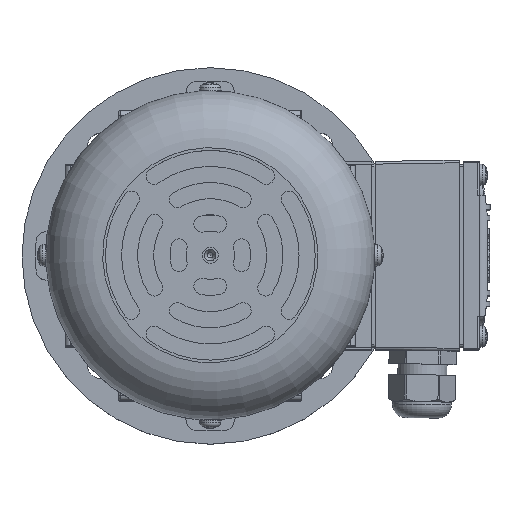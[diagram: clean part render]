
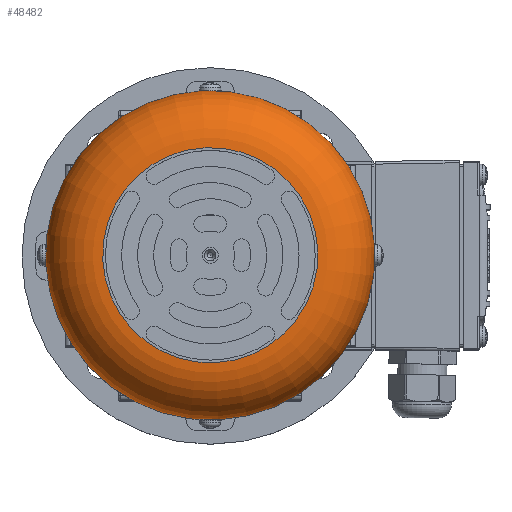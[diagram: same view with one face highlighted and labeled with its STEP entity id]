
A CAD part, top view. The second image highlights one B-rep face of the part: STEP entity #48482.
In plain terms, the highlighted toroidal (fillet/blend) face has major radius 40 mm and minor radius 21.2 mm.
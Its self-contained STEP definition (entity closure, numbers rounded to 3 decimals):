
#48455=CARTESIAN_POINT('',(0.,0.,79.8));
#48456=DIRECTION('',(0.0,0.0,-1.0));
#48457=DIRECTION('',(-1.0,0.0,0.0));
#48458=AXIS2_PLACEMENT_3D('',#48455,#48456,#48457);
#48459=TOROIDAL_SURFACE('',#48458,40.,21.2);
#48460=CARTESIAN_POINT('',(-1.961,39.952,101.));
#48461=VERTEX_POINT('',#48460);
#48462=CARTESIAN_POINT('',(0.,0.,101.));
#48463=DIRECTION('',(0.0,0.0,-1.0));
#48464=DIRECTION('',(0.049,-0.999,0.0));
#48465=AXIS2_PLACEMENT_3D('',#48462,#48463,#48464);
#48466=CIRCLE('',#48465,40.);
#48467=EDGE_CURVE('',#48461,#48461,#48466,.T.);
#48468=ORIENTED_EDGE('',*,*,#48467,.T.);
#48469=EDGE_LOOP('',(#48468));
#48470=FACE_OUTER_BOUND('',#48469,.T.);
#48471=CARTESIAN_POINT('',(-3.,61.126,79.8));
#48472=VERTEX_POINT('',#48471);
#48473=CARTESIAN_POINT('',(0.,0.,79.8));
#48474=DIRECTION('',(0.0,0.0,1.0));
#48475=DIRECTION('',(0.049,-0.999,0.0));
#48476=AXIS2_PLACEMENT_3D('',#48473,#48474,#48475);
#48477=CIRCLE('',#48476,61.2);
#48478=EDGE_CURVE('',#48472,#48472,#48477,.T.);
#48479=ORIENTED_EDGE('',*,*,#48478,.T.);
#48480=EDGE_LOOP('',(#48479));
#48481=FACE_BOUND('',#48480,.T.);
#48482=ADVANCED_FACE('',(#48470,#48481),#48459,.T.);
